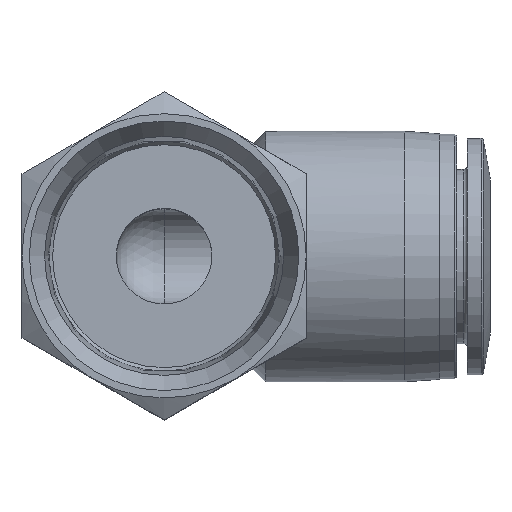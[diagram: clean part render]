
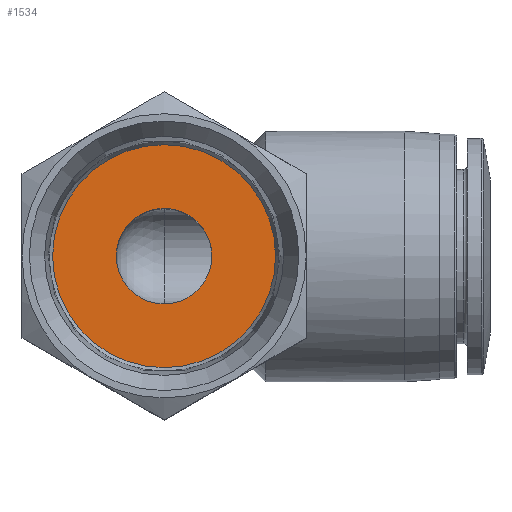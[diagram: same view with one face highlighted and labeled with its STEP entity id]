
A CAD part, top view. The second image highlights one B-rep face of the part: STEP entity #1534.
In plain terms, the highlighted planar face has unit normal (0, 0, 1).
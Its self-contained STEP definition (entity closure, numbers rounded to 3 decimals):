
#38=PLANE('',#1668);
#480=ORIENTED_EDGE('',*,*,#484,.F.);
#481=ORIENTED_EDGE('',*,*,#625,.F.);
#484=EDGE_CURVE('',#628,#628,#726,.T.);
#625=EDGE_CURVE('',#724,#724,#777,.T.);
#628=VERTEX_POINT('',#1966);
#724=VERTEX_POINT('',#2432);
#726=CIRCLE('',#1543,4.);
#777=CIRCLE('',#1667,9.34);
#869=EDGE_LOOP('',(#480));
#870=EDGE_LOOP('',(#481));
#962=FACE_BOUND('',#869,.T.);
#963=FACE_BOUND('',#870,.T.);
#1534=ADVANCED_FACE('',(#962,#963),#38,.T.);
#1543=AXIS2_PLACEMENT_3D('',#1965,#1677,#1678);
#1667=AXIS2_PLACEMENT_3D('',#2431,#1955,#1956);
#1668=AXIS2_PLACEMENT_3D('',#2433,#1957,#1958);
#1677=DIRECTION('',(0.,0.,1.));
#1678=DIRECTION('',(1.,0.,0.));
#1955=DIRECTION('',(0.,0.,-1.));
#1956=DIRECTION('',(-1.,0.,0.));
#1957=DIRECTION('',(0.,0.,1.));
#1958=DIRECTION('',(1.,0.,0.));
#1965=CARTESIAN_POINT('',(0.,0.,20.));
#1966=CARTESIAN_POINT('',(4.,0.,20.));
#2431=CARTESIAN_POINT('',(0.,0.,20.));
#2432=CARTESIAN_POINT('',(-9.34,0.,20.));
#2433=CARTESIAN_POINT('',(0.,9.34,20.));
